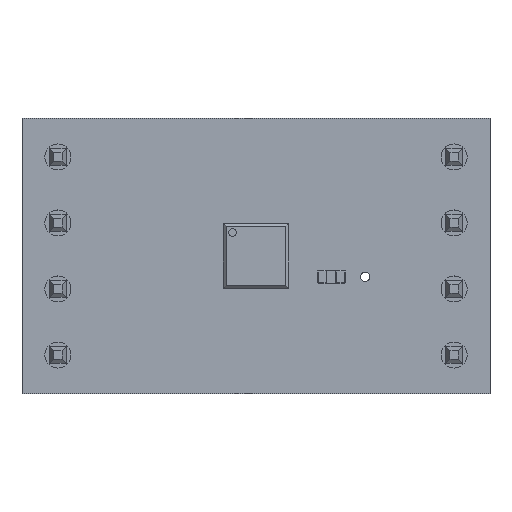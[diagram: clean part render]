
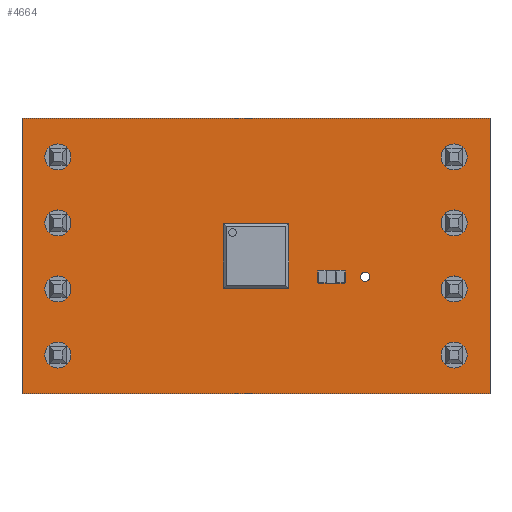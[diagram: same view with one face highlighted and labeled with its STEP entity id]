
A CAD part, top view. The second image highlights one B-rep face of the part: STEP entity #4664.
In plain terms, the highlighted planar face has unit normal (0, 0, 1).
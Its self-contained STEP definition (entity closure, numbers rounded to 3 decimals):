
#63=FACE_BOUND('',#617,.T.);
#64=FACE_BOUND('',#618,.T.);
#65=FACE_BOUND('',#619,.T.);
#66=FACE_BOUND('',#620,.T.);
#67=FACE_BOUND('',#621,.T.);
#68=FACE_BOUND('',#622,.T.);
#69=FACE_BOUND('',#623,.T.);
#70=FACE_BOUND('',#624,.T.);
#71=FACE_BOUND('',#625,.T.);
#97=PLANE('',#5018);
#332=FACE_OUTER_BOUND('',#616,.T.);
#616=EDGE_LOOP('',(#3133,#3134,#3135,#3136));
#617=EDGE_LOOP('',(#3137));
#618=EDGE_LOOP('',(#3138));
#619=EDGE_LOOP('',(#3139));
#620=EDGE_LOOP('',(#3140));
#621=EDGE_LOOP('',(#3141));
#622=EDGE_LOOP('',(#3142));
#623=EDGE_LOOP('',(#3143));
#624=EDGE_LOOP('',(#3144));
#625=EDGE_LOOP('',(#3145));
#928=LINE('',#6732,#1472);
#931=LINE('',#6738,#1475);
#934=LINE('',#6744,#1478);
#937=LINE('',#6748,#1481);
#1472=VECTOR('',#5437,10.);
#1475=VECTOR('',#5442,10.);
#1478=VECTOR('',#5447,10.);
#1481=VECTOR('',#5452,10.);
#2006=CIRCLE('',#4989,0.5);
#2008=CIRCLE('',#4992,0.5);
#2010=CIRCLE('',#4995,0.5);
#2012=CIRCLE('',#4998,0.5);
#2014=CIRCLE('',#5001,0.5);
#2016=CIRCLE('',#5004,0.5);
#2018=CIRCLE('',#5007,0.175);
#2020=CIRCLE('',#5010,0.5);
#2022=CIRCLE('',#5013,0.5);
#2090=VERTEX_POINT('',#6674);
#2092=VERTEX_POINT('',#6680);
#2094=VERTEX_POINT('',#6686);
#2096=VERTEX_POINT('',#6692);
#2098=VERTEX_POINT('',#6698);
#2100=VERTEX_POINT('',#6704);
#2102=VERTEX_POINT('',#6710);
#2104=VERTEX_POINT('',#6716);
#2106=VERTEX_POINT('',#6722);
#2109=VERTEX_POINT('',#6729);
#2110=VERTEX_POINT('',#6731);
#2112=VERTEX_POINT('',#6737);
#2114=VERTEX_POINT('',#6743);
#2455=EDGE_CURVE('',#2090,#2090,#2006,.T.);
#2458=EDGE_CURVE('',#2092,#2092,#2008,.T.);
#2461=EDGE_CURVE('',#2094,#2094,#2010,.T.);
#2464=EDGE_CURVE('',#2096,#2096,#2012,.T.);
#2467=EDGE_CURVE('',#2098,#2098,#2014,.T.);
#2470=EDGE_CURVE('',#2100,#2100,#2016,.T.);
#2473=EDGE_CURVE('',#2102,#2102,#2018,.T.);
#2476=EDGE_CURVE('',#2104,#2104,#2020,.T.);
#2479=EDGE_CURVE('',#2106,#2106,#2022,.T.);
#2482=EDGE_CURVE('',#2110,#2109,#928,.T.);
#2485=EDGE_CURVE('',#2112,#2110,#931,.T.);
#2488=EDGE_CURVE('',#2114,#2112,#934,.T.);
#2491=EDGE_CURVE('',#2109,#2114,#937,.T.);
#3133=ORIENTED_EDGE('',*,*,#2491,.T.);
#3134=ORIENTED_EDGE('',*,*,#2488,.T.);
#3135=ORIENTED_EDGE('',*,*,#2485,.T.);
#3136=ORIENTED_EDGE('',*,*,#2482,.T.);
#3137=ORIENTED_EDGE('',*,*,#2455,.T.);
#3138=ORIENTED_EDGE('',*,*,#2458,.T.);
#3139=ORIENTED_EDGE('',*,*,#2461,.T.);
#3140=ORIENTED_EDGE('',*,*,#2464,.T.);
#3141=ORIENTED_EDGE('',*,*,#2467,.T.);
#3142=ORIENTED_EDGE('',*,*,#2470,.T.);
#3143=ORIENTED_EDGE('',*,*,#2473,.T.);
#3144=ORIENTED_EDGE('',*,*,#2476,.T.);
#3145=ORIENTED_EDGE('',*,*,#2479,.T.);
#4664=ADVANCED_FACE('',(#332,#63,#64,#65,#66,#67,#68,#69,#70,#71),#97,.T.);
#4989=AXIS2_PLACEMENT_3D('',#6676,#5375,#5376);
#4992=AXIS2_PLACEMENT_3D('',#6682,#5382,#5383);
#4995=AXIS2_PLACEMENT_3D('',#6688,#5389,#5390);
#4998=AXIS2_PLACEMENT_3D('',#6694,#5396,#5397);
#5001=AXIS2_PLACEMENT_3D('',#6700,#5403,#5404);
#5004=AXIS2_PLACEMENT_3D('',#6706,#5410,#5411);
#5007=AXIS2_PLACEMENT_3D('',#6712,#5417,#5418);
#5010=AXIS2_PLACEMENT_3D('',#6718,#5424,#5425);
#5013=AXIS2_PLACEMENT_3D('',#6724,#5431,#5432);
#5018=AXIS2_PLACEMENT_3D('',#6749,#5453,#5454);
#5375=DIRECTION('center_axis',(0.,0.,-1.));
#5376=DIRECTION('ref_axis',(-1.,0.,0.));
#5382=DIRECTION('center_axis',(0.,0.,-1.));
#5383=DIRECTION('ref_axis',(-1.,0.,0.));
#5389=DIRECTION('center_axis',(0.,0.,-1.));
#5390=DIRECTION('ref_axis',(-1.,0.,0.));
#5396=DIRECTION('center_axis',(0.,0.,-1.));
#5397=DIRECTION('ref_axis',(-1.,0.,0.));
#5403=DIRECTION('center_axis',(0.,0.,-1.));
#5404=DIRECTION('ref_axis',(-1.,0.,0.));
#5410=DIRECTION('center_axis',(0.,0.,-1.));
#5411=DIRECTION('ref_axis',(-1.,0.,0.));
#5417=DIRECTION('center_axis',(0.,0.,-1.));
#5418=DIRECTION('ref_axis',(1.,0.,0.));
#5424=DIRECTION('center_axis',(0.,0.,-1.));
#5425=DIRECTION('ref_axis',(-1.,0.,0.));
#5431=DIRECTION('center_axis',(0.,0.,-1.));
#5432=DIRECTION('ref_axis',(-1.,0.,0.));
#5437=DIRECTION('',(-1.,0.,0.));
#5442=DIRECTION('',(0.,1.,0.));
#5447=DIRECTION('',(1.,0.,0.));
#5452=DIRECTION('',(0.,-1.,0.));
#5453=DIRECTION('center_axis',(0.,0.,1.));
#5454=DIRECTION('ref_axis',(1.,0.,0.));
#6674=CARTESIAN_POINT('',(8.12,-1.27,1.671));
#6676=CARTESIAN_POINT('Origin',(7.62,-1.27,1.671));
#6680=CARTESIAN_POINT('',(8.12,3.81,1.671));
#6682=CARTESIAN_POINT('Origin',(7.62,3.81,1.671));
#6686=CARTESIAN_POINT('',(-7.12,-3.81,1.671));
#6688=CARTESIAN_POINT('Origin',(-7.62,-3.81,1.671));
#6692=CARTESIAN_POINT('',(-7.12,1.27,1.671));
#6694=CARTESIAN_POINT('Origin',(-7.62,1.27,1.671));
#6698=CARTESIAN_POINT('',(-7.12,3.81,1.671));
#6700=CARTESIAN_POINT('Origin',(-7.62,3.81,1.671));
#6704=CARTESIAN_POINT('',(-7.12,-1.27,1.671));
#6706=CARTESIAN_POINT('Origin',(-7.62,-1.27,1.671));
#6710=CARTESIAN_POINT('',(4.025,-0.8,1.671));
#6712=CARTESIAN_POINT('Origin',(4.2,-0.8,1.671));
#6716=CARTESIAN_POINT('',(8.12,1.27,1.671));
#6718=CARTESIAN_POINT('Origin',(7.62,1.27,1.671));
#6722=CARTESIAN_POINT('',(8.12,-3.81,1.671));
#6724=CARTESIAN_POINT('Origin',(7.62,-3.81,1.671));
#6729=CARTESIAN_POINT('',(-9.,5.3,1.671));
#6731=CARTESIAN_POINT('',(9.,5.3,1.671));
#6732=CARTESIAN_POINT('',(9.,5.3,1.671));
#6737=CARTESIAN_POINT('',(9.,-5.3,1.671));
#6738=CARTESIAN_POINT('',(9.,-5.3,1.671));
#6743=CARTESIAN_POINT('',(-9.,-5.3,1.671));
#6744=CARTESIAN_POINT('',(-9.,-5.3,1.671));
#6748=CARTESIAN_POINT('',(-9.,5.3,1.671));
#6749=CARTESIAN_POINT('Origin',(0.,0.,1.671));
